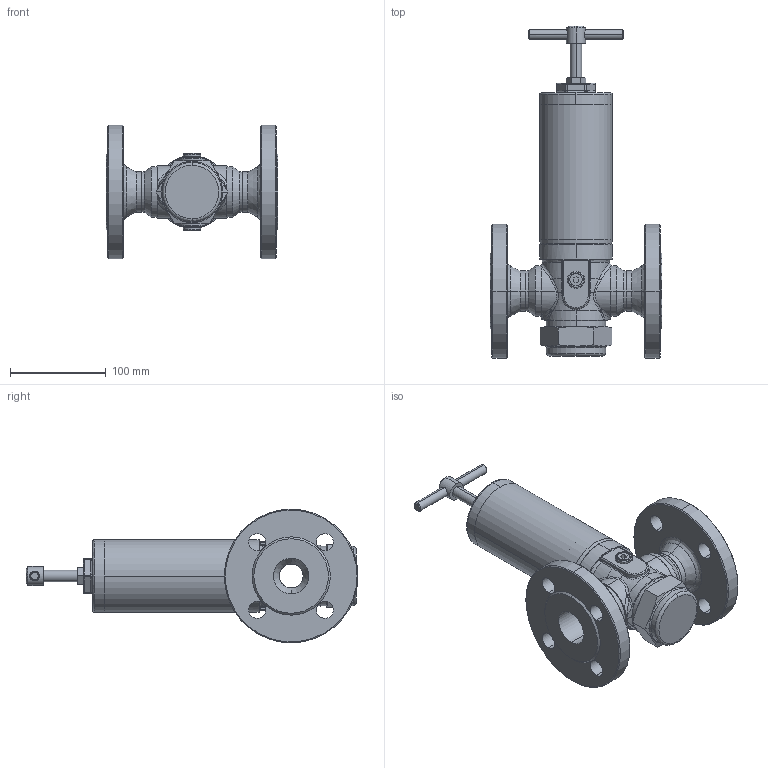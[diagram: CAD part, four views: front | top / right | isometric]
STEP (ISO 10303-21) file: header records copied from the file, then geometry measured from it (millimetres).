
FILE_DESCRIPTION (( 'STEP AP203' ), '1' );
FILE_NAME ('Typ_71-BG_II-D032.STEP', '2021-03-11T07:14:45', ( '' ), ( '' ), 'SwSTEP 2.0', 'SolidWorks 2016', '' );
FILE_SCHEMA (( 'CONFIG_CONTROL_DESIGN' ));
Length unit declared in the file: millimetre
Products named in the file (1): Typ_71-BG_II-D032
Bounding box: 180.02 x 347.6 x 140 mm (x, y, z)
Volume: 841798 mm3; surface area: 252602.3 mm2
Topology: 10 solids, 10 shells, 517 faces, 1217 edges, 716 vertices
Faces by surface type: cylinder 161, bspline 133, cone 128, plane 95
Entity records: 23375 total; most frequent: CARTESIAN_POINT 12287, ORIENTED_EDGE 2382, DIRECTION 2208, EDGE_CURVE 1191, AXIS2_PLACEMENT_3D 932, VERTEX_POINT 711, EDGE_LOOP 570, CIRCLE 547
